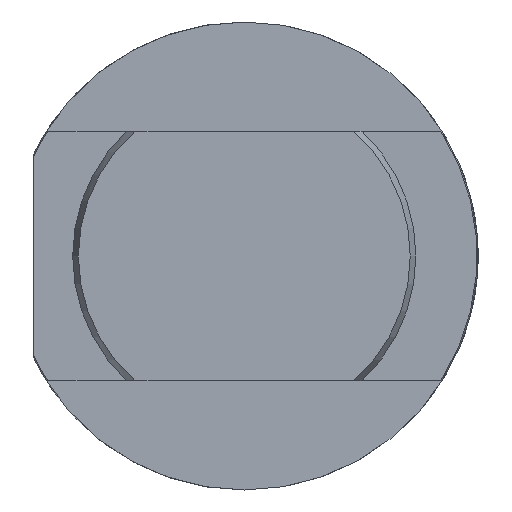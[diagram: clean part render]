
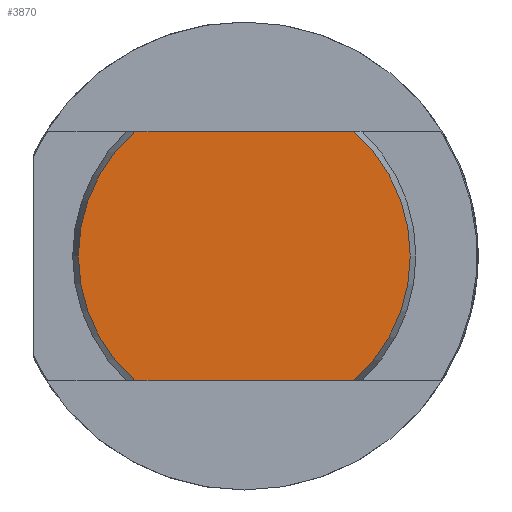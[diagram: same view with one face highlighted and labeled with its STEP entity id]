
A CAD part, left-side view. The second image highlights one B-rep face of the part: STEP entity #3870.
In plain terms, the highlighted planar face has unit normal (-1, 0, 0).
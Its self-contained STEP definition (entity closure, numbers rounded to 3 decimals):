
#85 = VERTEX_POINT ( 'NONE', #3948 ) ;
#88 = VERTEX_POINT ( 'NONE', #3939 ) ;
#193 = VERTEX_POINT ( 'NONE', #3683 ) ;
#194 = VERTEX_POINT ( 'NONE', #3721 ) ;
#294 = AXIS2_PLACEMENT_3D ( 'NONE', #1047, #1045, #1044 ) ;
#300 = AXIS2_PLACEMENT_3D ( 'NONE', #970, #964, #966 ) ;
#449 = AXIS2_PLACEMENT_3D ( 'NONE', #1773, #1776, #1777 ) ;
#729 = EDGE_CURVE ( 'NONE', #85, #88, #2970, .T. ) ;
#742 = EDGE_CURVE ( 'NONE', #85, #194, #2978, .T. ) ;
#743 = EDGE_CURVE ( 'NONE', #193, #194, #2983, .T. ) ;
#744 = EDGE_CURVE ( 'NONE', #193, #88, #2977, .T. ) ;
#901 = DIRECTION ( 'NONE',  ( 0., -1., 0. ) ) ;
#962 = DIRECTION ( 'NONE',  ( 0., 1., 0. ) ) ;
#963 = CARTESIAN_POINT ( 'NONE',  ( 0., 12.75, -8. ) ) ;
#964 = DIRECTION ( 'NONE',  ( -1., 0., 0. ) ) ;
#966 = DIRECTION ( 'NONE',  ( 0., 0., -1. ) ) ;
#967 = CARTESIAN_POINT ( 'NONE',  ( 0., 12.75, 8. ) ) ;
#970 = CARTESIAN_POINT ( 'NONE',  ( 0., 0., 0. ) ) ;
#1044 = DIRECTION ( 'NONE',  ( 0., 0., -1. ) ) ;
#1045 = DIRECTION ( 'NONE',  ( -1., 0., 0. ) ) ;
#1047 = CARTESIAN_POINT ( 'NONE',  ( 0., 0., 0. ) ) ;
#1773 = CARTESIAN_POINT ( 'NONE',  ( 0., 0., 0. ) ) ;
#1774 = PLANE ( 'NONE',  #449 ) ;
#1776 = DIRECTION ( 'NONE',  ( 1., 0., 0. ) ) ;
#1777 = DIRECTION ( 'NONE',  ( 0., 0., -1. ) ) ;
#2114 = EDGE_LOOP ( 'NONE', ( #2554, #2553, #2552, #2551 ) ) ;
#2551 = ORIENTED_EDGE ( 'NONE', *, *, #744, .F. ) ;
#2552 = ORIENTED_EDGE ( 'NONE', *, *, #729, .T. ) ;
#2553 = ORIENTED_EDGE ( 'NONE', *, *, #742, .F. ) ;
#2554 = ORIENTED_EDGE ( 'NONE', *, *, #743, .T. ) ;
#2970 = CIRCLE ( 'NONE', #294, 10.636 ) ;
#2972 = VECTOR ( 'NONE', #962, 1000. ) ;
#2977 = LINE ( 'NONE', #967, #2979 ) ;
#2978 = LINE ( 'NONE', #963, #2972 ) ;
#2979 = VECTOR ( 'NONE', #901, 1000. ) ;
#2983 = CIRCLE ( 'NONE', #300, 10.636 ) ;
#3317 = FACE_OUTER_BOUND ( 'NONE', #2114, .T. ) ;
#3683 = CARTESIAN_POINT ( 'NONE',  ( 0., 7.009, 8. ) ) ;
#3721 = CARTESIAN_POINT ( 'NONE',  ( 0., 7.009, -8. ) ) ;
#3870 = ADVANCED_FACE ( 'NONE', ( #3317 ), #1774, .F. ) ;
#3939 = CARTESIAN_POINT ( 'NONE',  ( 0., -7.009, 8. ) ) ;
#3948 = CARTESIAN_POINT ( 'NONE',  ( 0., -7.009, -8. ) ) ;
